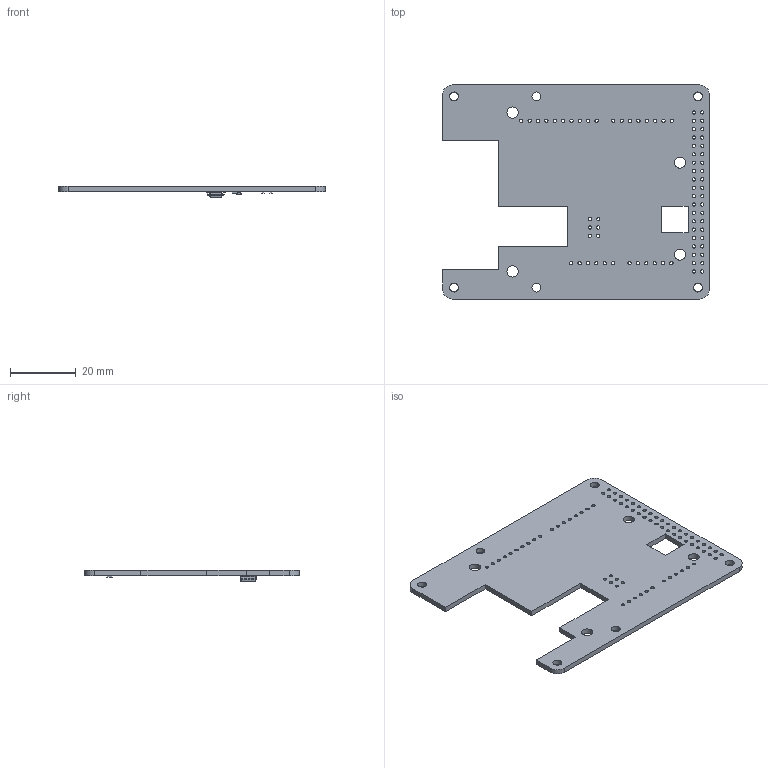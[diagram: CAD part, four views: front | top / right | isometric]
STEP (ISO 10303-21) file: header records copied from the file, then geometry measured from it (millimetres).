
FILE_DESCRIPTION(('KiCad electronic assembly'),'2;1');
FILE_NAME('l3lanSpy.step','2020-06-27T22:09:18',('An Author'),( 'A Company'),'Open CASCADE STEP processor 7.3', 'KiCad to STEP converter','Unknown');
FILE_SCHEMA(('AUTOMOTIVE_DESIGN { 1 0 10303 214 1 1 1 1 }'));
Length unit declared in the file: millimetre
Products named in the file (8): Open CASCADE STEP translator 7.3 1; C_0603_1608Metric; SOLID; R_0603_1608Metric; SOIC-8-1EP_3.9x4.9mm_P1.27mm_EP2.35x2.35mm; COMPOUND
Assembly tree (11 placements, depth 3):
  Open CASCADE STEP translator 7.3 1
    C_0603_1608Metric
      SOLID
    R_0603_1608Metric  x5
      SOLID
    SOIC-8-1EP_3.9x4.9mm_P1.27mm_EP2.35x2.35mm
      SOLID
    COMPOUND
Bounding box: 81 x 65 x 3.4 mm (x, y, z)
Volume: 6671 mm3; surface area: 9568.9 mm2
Topology: 8 solids, 8 shells, 427 faces, 1145 edges, 738 vertices
Faces by surface type: plane 220, cylinder 175, bspline 32
Full cylindrical faces by diameter (mm): 0.6 x1, 1 x76, 2.7 x6, 3.4 x4
Entity records: 24313 total; most frequent: CARTESIAN_POINT 5290, DIRECTION 3182, LINE 1951, VECTOR 1951, ORIENTED_EDGE 1746, PCURVE 1746, DEFINITIONAL_REPRESENTATION 1746, EDGE_CURVE 873
